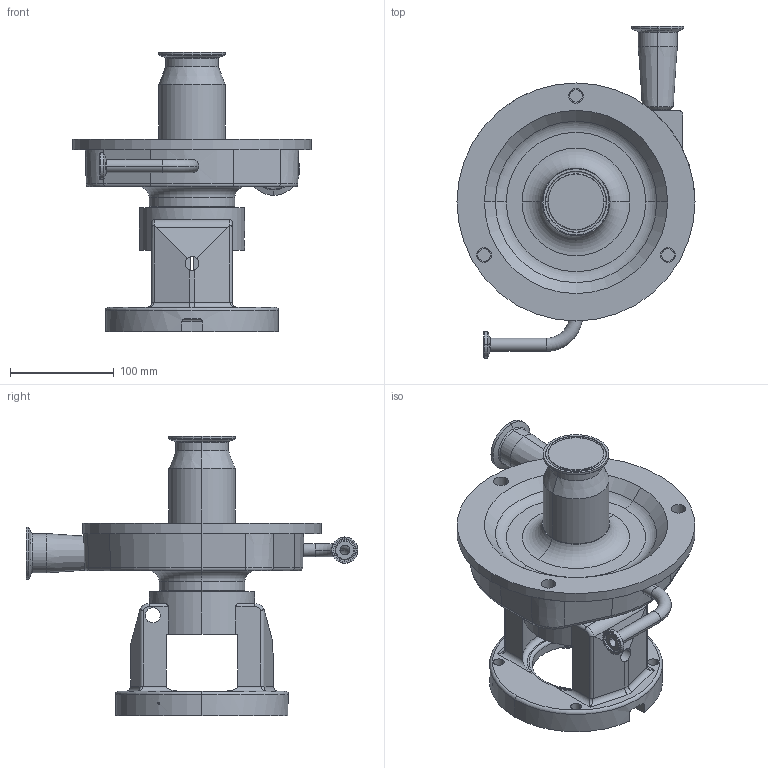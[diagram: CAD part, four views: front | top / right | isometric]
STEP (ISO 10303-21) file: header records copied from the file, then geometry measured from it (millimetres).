
FILE_DESCRIPTION (( 'STEP AP214' ), '1' );
FILE_NAME ('FPX 721-722 140TC VERT 1-2 In ELBOW LEFT.STEP', '2022-12-16T20:10:25', ( '' ), ( '' ), 'SwSTEP 2.0', 'SolidWorks 2021', '' );
FILE_SCHEMA (( 'AUTOMOTIVE_DESIGN' ));
Length unit declared in the file: millimetre
Products named in the file (2): FPX 721-722 140TC VERT 1-2 In ELBOW LEFT; FPX 720 140TC VERT 1-2 In ELBOW LEFT^1275000076.STEP
Assembly tree (1 placements, depth 2):
  FPX 721-722 140TC VERT 1-2 In ELBOW LEFT
    FPX 720 140TC VERT 1-2 In ELBOW LEFT^1275000076.STEP
Bounding box: 230 x 320.7 x 270 mm (x, y, z)
Volume: 2452493.9 mm3; surface area: 344732.6 mm2
Topology: 1 solids, 2 shells, 361 faces, 876 edges, 526 vertices
Faces by surface type: cylinder 151, torus 84, plane 71, cone 48, bspline 7
Entity records: 15438 total; most frequent: CARTESIAN_POINT 6769, DIRECTION 1963, ORIENTED_EDGE 1736, EDGE_CURVE 868, AXIS2_PLACEMENT_3D 818, VERTEX_POINT 526, CIRCLE 460, EDGE_LOOP 400
